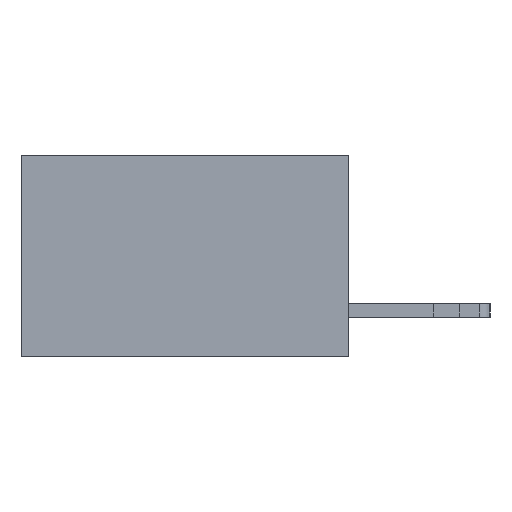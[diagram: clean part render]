
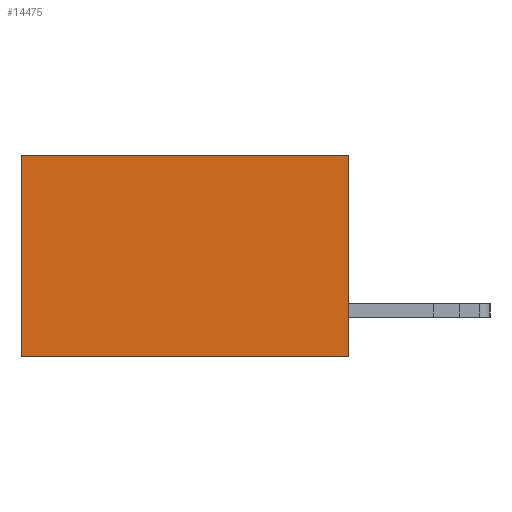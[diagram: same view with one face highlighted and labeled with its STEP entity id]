
A CAD part, left-side view. The second image highlights one B-rep face of the part: STEP entity #14475.
In plain terms, the highlighted planar face has unit normal (-1, 0, 0).
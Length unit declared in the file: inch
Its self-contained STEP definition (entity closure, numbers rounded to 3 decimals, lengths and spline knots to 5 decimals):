
#19 = ORIENTED_EDGE ( 'NONE', *, *, #914, .F. ) ;
#314 = EDGE_CURVE ( 'NONE', #4768, #20315, #15296, .T. ) ;
#476 = FACE_OUTER_BOUND ( 'NONE', #7533, .T. ) ;
#914 = EDGE_CURVE ( 'NONE', #20812, #20315, #16078, .T. ) ;
#1392 = CARTESIAN_POINT ( 'NONE',  ( 0.298, 0., 0. ) ) ;
#1411 = VECTOR ( 'NONE', #13892, 39.37008 ) ;
#1457 = ORIENTED_EDGE ( 'NONE', *, *, #8440, .T. ) ;
#2562 = CARTESIAN_POINT ( 'NONE',  ( 0.298, 0., 0. ) ) ;
#4368 = VERTEX_POINT ( 'NONE', #17945 ) ;
#4415 = PLANE ( 'NONE',  #10375 ) ;
#4768 = VERTEX_POINT ( 'NONE', #19070 ) ;
#5205 = VECTOR ( 'NONE', #9669, 39.37008 ) ;
#5206 = CARTESIAN_POINT ( 'NONE',  ( 0.298, 0.6, -0.37 ) ) ;
#6191 = DIRECTION ( 'NONE',  ( 1., 0., 0. ) ) ;
#7037 = DIRECTION ( 'NONE',  ( 0., 1., 0. ) ) ;
#7533 = EDGE_LOOP ( 'NONE', ( #13070, #19, #11453, #1457 ) ) ;
#8440 = EDGE_CURVE ( 'NONE', #4368, #4768, #14617, .T. ) ;
#9669 = DIRECTION ( 'NONE',  ( 0., 1., 0. ) ) ;
#10066 = VECTOR ( 'NONE', #14611, 39.37008 ) ;
#10375 = AXIS2_PLACEMENT_3D ( 'NONE', #2562, #6191, #18460 ) ;
#11381 = VECTOR ( 'NONE', #7037, 39.37008 ) ;
#11453 = ORIENTED_EDGE ( 'NONE', *, *, #13368, .F. ) ;
#12656 = CARTESIAN_POINT ( 'NONE',  ( 0.298, 0.6, 0. ) ) ;
#12872 = CARTESIAN_POINT ( 'NONE',  ( 0.298, 0., 0. ) ) ;
#13070 = ORIENTED_EDGE ( 'NONE', *, *, #314, .T. ) ;
#13368 = EDGE_CURVE ( 'NONE', #4368, #20812, #20204, .T. ) ;
#13892 = DIRECTION ( 'NONE',  ( 0., 0., -1. ) ) ;
#14475 = ADVANCED_FACE ( 'NONE', ( #476 ), #4415, .F. ) ;
#14611 = DIRECTION ( 'NONE',  ( 0., 0., -1. ) ) ;
#14617 = LINE ( 'NONE', #12872, #5205 ) ;
#15296 = LINE ( 'NONE', #12656, #10066 ) ;
#16078 = LINE ( 'NONE', #22232, #11381 ) ;
#17945 = CARTESIAN_POINT ( 'NONE',  ( 0.298, 0., 0. ) ) ;
#18460 = DIRECTION ( 'NONE',  ( 0., 0., -1. ) ) ;
#19070 = CARTESIAN_POINT ( 'NONE',  ( 0.298, 0.6, 0. ) ) ;
#20204 = LINE ( 'NONE', #1392, #1411 ) ;
#20315 = VERTEX_POINT ( 'NONE', #5206 ) ;
#20510 = CARTESIAN_POINT ( 'NONE',  ( 0.298, 0., -0.37 ) ) ;
#20812 = VERTEX_POINT ( 'NONE', #20510 ) ;
#22232 = CARTESIAN_POINT ( 'NONE',  ( 0.298, 0., -0.37 ) ) ;
